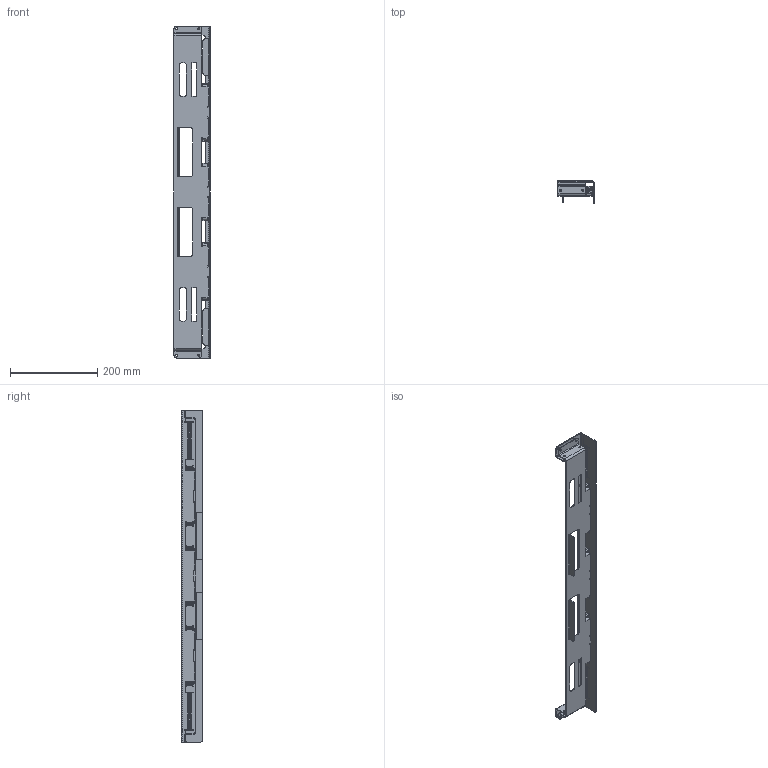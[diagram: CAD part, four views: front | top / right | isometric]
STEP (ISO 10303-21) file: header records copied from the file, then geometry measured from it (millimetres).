
FILE_DESCRIPTION(/* description */ (''),/* implementation_level */ '2;1');
FILE_NAME(/* name */ 'rack blank2 v4 assembly.step',/* time_stamp */ '2025-06-02T16:30:16-04:00',/* author */ (''),/* organization */ (''),/* preprocessor_version */ 'ST-DEVELOPER v20.1',/* originating_system */ 'Autodesk Translation Framework v14.4.0.0',/* authorisation */ '');
FILE_SCHEMA (('AUTOMOTIVE_DESIGN { 1 0 10303 214 3 1 1 }'));
Length unit declared in the file: inch
Products named in the file (1): rack blank2
Bounding box: 82.8 x 49.78 x 762 mm (x, y, z)
Volume: 202291.7 mm3; surface area: 227322.5 mm2
Topology: 2 solids, 2 shells, 708 faces, 1914 edges, 1200 vertices
Faces by surface type: plane 428, cylinder 184, bspline 96
Full cylindrical faces by diameter (mm): 2.032 x36, 4.826 x16
Entity records: 25373 total; most frequent: CARTESIAN_POINT 8157, ORIENTED_EDGE 3828, DIRECTION 3116, EDGE_CURVE 1914, VERTEX_POINT 1200, LINE 1182, VECTOR 1182, AXIS2_PLACEMENT_3D 967
